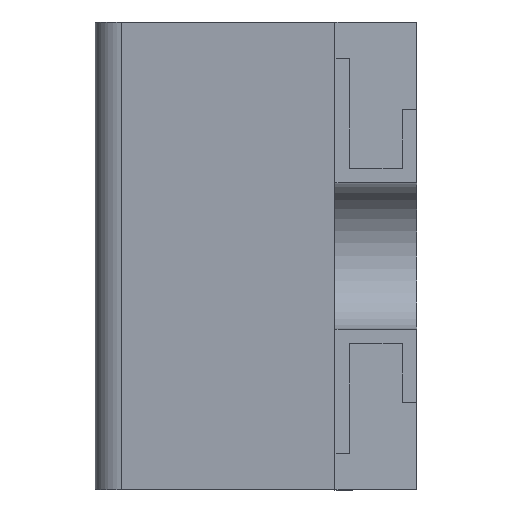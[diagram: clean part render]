
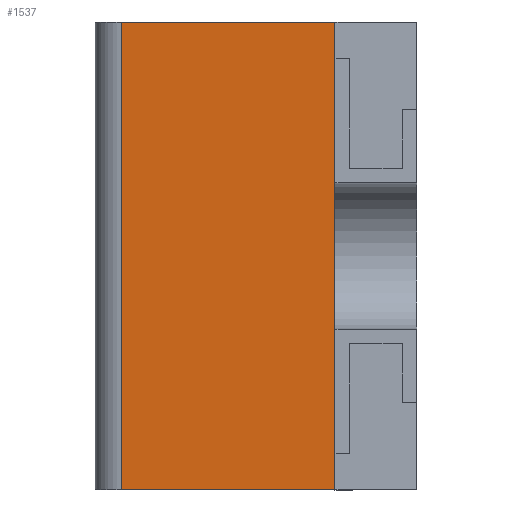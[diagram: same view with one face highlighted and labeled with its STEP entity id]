
A CAD part, left-side view. The second image highlights one B-rep face of the part: STEP entity #1537.
In plain terms, the highlighted planar face has unit normal (-0.996, 0.087, 0).
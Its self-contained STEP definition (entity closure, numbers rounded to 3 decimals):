
#121 = VERTEX_POINT ( 'NONE', #1027 ) ;
#257 = ORIENTED_EDGE ( 'NONE', *, *, #1886, .F. ) ;
#260 = CARTESIAN_POINT ( 'NONE',  ( -0.75, 0.28, -0.8 ) ) ;
#327 = VERTEX_POINT ( 'NONE', #871 ) ;
#434 = VECTOR ( 'NONE', #2014, 1000. ) ;
#625 = CARTESIAN_POINT ( 'NONE',  ( -0.75, 0.28, -0.8 ) ) ;
#733 = DIRECTION ( 'NONE',  ( -0.087, -0.996, 0. ) ) ;
#765 = DIRECTION ( 'NONE',  ( -0.996, 0.087, 0. ) ) ;
#871 = CARTESIAN_POINT ( 'NONE',  ( -0.686, 1.009, 0.8 ) ) ;
#963 = VECTOR ( 'NONE', #2230, 1000. ) ;
#965 = EDGE_CURVE ( 'NONE', #2779, #2375, #2856, .T. ) ;
#1015 = EDGE_LOOP ( 'NONE', ( #257, #2580, #1989, #2543 ) ) ;
#1027 = CARTESIAN_POINT ( 'NONE',  ( -0.75, 0.28, 0.8 ) ) ;
#1077 = CARTESIAN_POINT ( 'NONE',  ( -0.75, 0.28, -0.8 ) ) ;
#1394 = AXIS2_PLACEMENT_3D ( 'NONE', #1857, #765, #733 ) ;
#1418 = DIRECTION ( 'NONE',  ( -0.087, -0.996, 0. ) ) ;
#1537 = ADVANCED_FACE ( 'NONE', ( #2865 ), #1668, .T. ) ;
#1566 = DIRECTION ( 'NONE',  ( 0., 0., 1. ) ) ;
#1607 = VECTOR ( 'NONE', #1566, 1000. ) ;
#1668 = PLANE ( 'NONE',  #1394 ) ;
#1725 = CARTESIAN_POINT ( 'NONE',  ( -0.686, 1.009, -0.8 ) ) ;
#1760 = VECTOR ( 'NONE', #1418, 1000. ) ;
#1814 = EDGE_CURVE ( 'NONE', #2375, #121, #2653, .T. ) ;
#1857 = CARTESIAN_POINT ( 'NONE',  ( -0.75, 0.28, -0.8 ) ) ;
#1886 = EDGE_CURVE ( 'NONE', #327, #121, #2265, .T. ) ;
#1989 = ORIENTED_EDGE ( 'NONE', *, *, #965, .T. ) ;
#2014 = DIRECTION ( 'NONE',  ( -0.087, -0.996, 0. ) ) ;
#2078 = LINE ( 'NONE', #2936, #1607 ) ;
#2230 = DIRECTION ( 'NONE',  ( 0., 0., 1. ) ) ;
#2265 = LINE ( 'NONE', #2877, #434 ) ;
#2375 = VERTEX_POINT ( 'NONE', #1077 ) ;
#2452 = EDGE_CURVE ( 'NONE', #2779, #327, #2078, .T. ) ;
#2543 = ORIENTED_EDGE ( 'NONE', *, *, #1814, .T. ) ;
#2580 = ORIENTED_EDGE ( 'NONE', *, *, #2452, .F. ) ;
#2653 = LINE ( 'NONE', #625, #963 ) ;
#2779 = VERTEX_POINT ( 'NONE', #1725 ) ;
#2856 = LINE ( 'NONE', #260, #1760 ) ;
#2865 = FACE_OUTER_BOUND ( 'NONE', #1015, .T. ) ;
#2877 = CARTESIAN_POINT ( 'NONE',  ( -0.75, 0.28, 0.8 ) ) ;
#2936 = CARTESIAN_POINT ( 'NONE',  ( -0.686, 1.009, -0.8 ) ) ;
